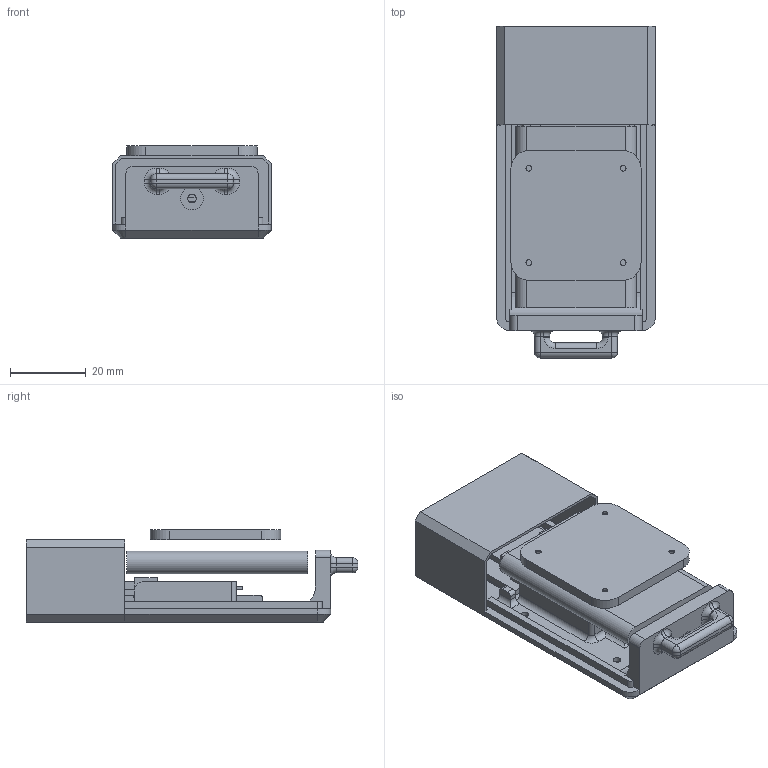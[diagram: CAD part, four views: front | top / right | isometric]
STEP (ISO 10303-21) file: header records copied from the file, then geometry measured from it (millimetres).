
FILE_DESCRIPTION(/* description */ (''),/* implementation_level */ '2;1');
FILE_NAME(/* name */ 'OOSI_CASE_V2.step',/* time_stamp */ '2022-12-18T00:15:03-05:00',/* author */ (''),/* organization */ (''),/* preprocessor_version */ 'ST-DEVELOPER v19.2',/* originating_system */ 'Autodesk Translation Framework v11.17.0.187',/* authorisation */ '');
FILE_SCHEMA (('AUTOMOTIVE_DESIGN { 1 0 10303 214 3 1 1 }'));
Length unit declared in the file: millimetre
Products named in the file (8): OOSI_CASE_V2; Battery; SD; NL; nrf52; CASE_A; backplate; cover
Assembly tree (7 placements, depth 2):
  OOSI_CASE_V2
    Battery
    SD
    NL
    nrf52
    CASE_A
    backplate
    cover
Bounding box: 42 x 87.92 x 24.39 mm (x, y, z)
Volume: 32762.1 mm3; surface area: 29950.2 mm2
Topology: 7 solids, 7 shells, 439 faces, 1134 edges, 730 vertices
Faces by surface type: plane 241, cylinder 169, torus 18, cone 5, sphere 4, bspline 2
Full cylindrical faces by diameter (mm): 1 x55, 1.5 x4, 2 x4, 2.25 x1, 4.5 x5, 4.79 x1, 4.9 x1, 6 x5, 20 x1
Entity records: 13929 total; most frequent: CARTESIAN_POINT 2400, DIRECTION 2392, ORIENTED_EDGE 2268, EDGE_CURVE 1134, AXIS2_PLACEMENT_3D 818, LINE 756, VECTOR 756, VERTEX_POINT 730
